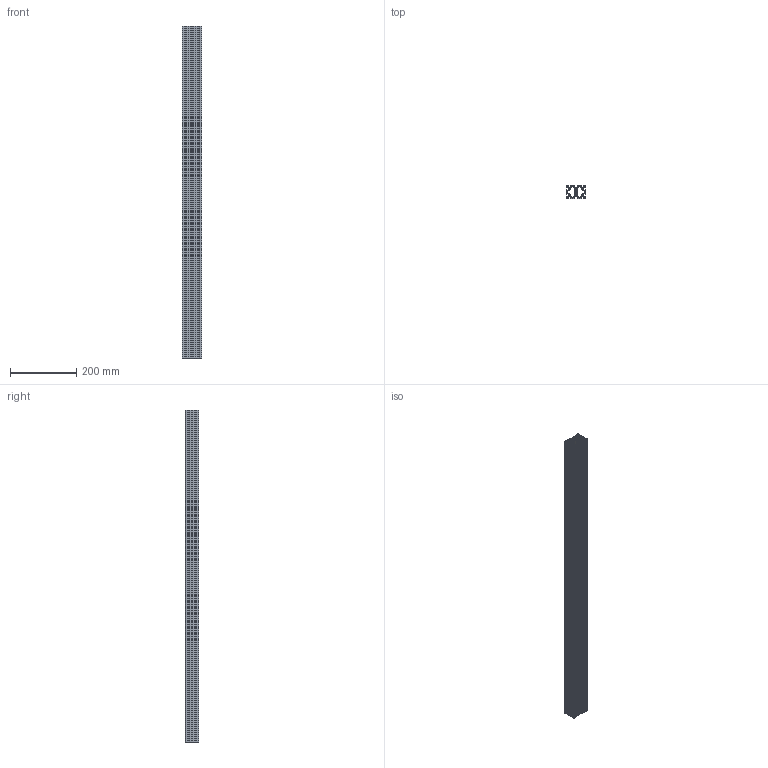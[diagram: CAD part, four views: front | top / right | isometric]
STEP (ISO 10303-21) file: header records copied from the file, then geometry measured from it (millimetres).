
FILE_DESCRIPTION (( 'STEP AP214' ), '1' );
FILE_NAME ('246LX Êîíñòðóêöèîííûé ïðîôèëü 20.40õ60L.STEP', '2019-10-29T09:50:47', ( 'Windows User' ), ( '' ), 'SwSTEP 2.0', 'SolidWorks 2019', '' );
FILE_SCHEMA (( 'AUTOMOTIVE_DESIGN' ));
Length unit declared in the file: millimetre
Products named in the file (1): 246LX Êîíñòðóêöèîííûé ïðîôèëü 20.40õ60L
Bounding box: 60 x 40 x 1000 mm (x, y, z)
Volume: 456464.2 mm3; surface area: 782149.7 mm2
Topology: 1 solids, 1 shells, 686 faces, 2052 edges, 1368 vertices
Faces by surface type: cylinder 364, plane 322
Entity records: 23386 total; most frequent: DIRECTION 4154, CARTESIAN_POINT 4107, ORIENTED_EDGE 4104, EDGE_CURVE 2052, AXIS2_PLACEMENT_3D 1415, VERTEX_POINT 1368, VECTOR 1324, LINE 1324
